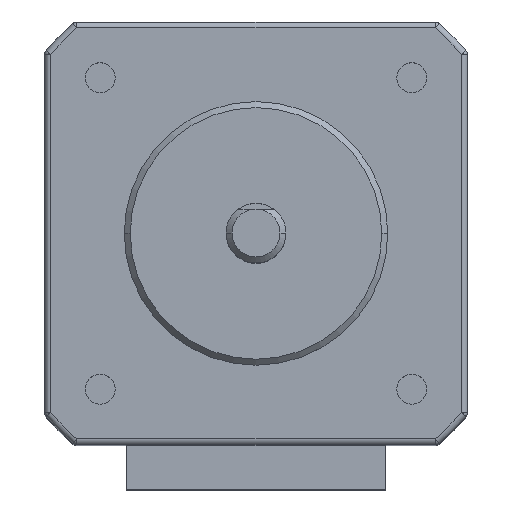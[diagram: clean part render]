
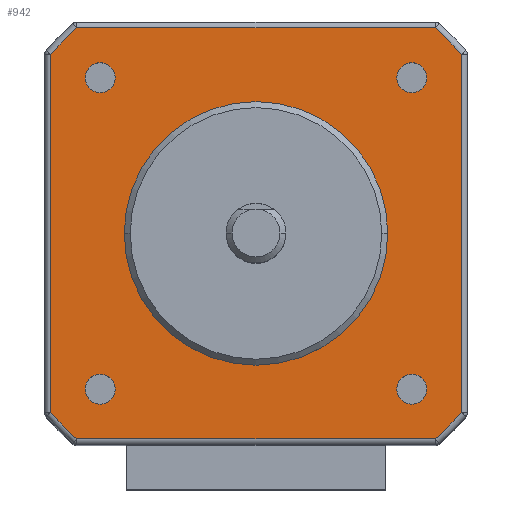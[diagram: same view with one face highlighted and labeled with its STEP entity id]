
A CAD part, top view. The second image highlights one B-rep face of the part: STEP entity #942.
In plain terms, the highlighted planar face has unit normal (0, 0, 1).
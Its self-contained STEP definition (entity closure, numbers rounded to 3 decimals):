
#58=CARTESIAN_POINT('',(0.,0.,28.));
#59=DIRECTION('',(0.,0.,1.));
#60=DIRECTION('',(-0.657,0.754,0.));
#61=AXIS2_PLACEMENT_3D('',#58,#59,#60);
#63=CARTESIAN_POINT('',(0.,0.,28.));
#64=DIRECTION('',(0.,0.,1.));
#65=DIRECTION('',(0.754,0.657,0.));
#66=AXIS2_PLACEMENT_3D('',#63,#64,#65);
#68=CARTESIAN_POINT('',(0.,0.,28.));
#69=DIRECTION('',(0.,0.,1.));
#70=DIRECTION('',(0.657,-0.754,0.));
#71=AXIS2_PLACEMENT_3D('',#68,#69,#70);
#73=CARTESIAN_POINT('',(0.,0.,28.));
#74=DIRECTION('',(0.,0.,1.));
#75=DIRECTION('',(-0.754,-0.657,0.));
#76=AXIS2_PLACEMENT_3D('',#73,#74,#75);
#78=CARTESIAN_POINT('',(-13.,13.,28.));
#79=DIRECTION('',(0.,0.,-1.));
#80=DIRECTION('',(-1.,0.,0.));
#81=AXIS2_PLACEMENT_3D('',#78,#79,#80);
#83=CARTESIAN_POINT('',(-13.,13.,28.));
#84=DIRECTION('',(0.,0.,-1.));
#85=DIRECTION('',(1.,0.,0.));
#86=AXIS2_PLACEMENT_3D('',#83,#84,#85);
#88=CARTESIAN_POINT('',(-13.,-13.,28.));
#89=DIRECTION('',(0.,0.,-1.));
#90=DIRECTION('',(-1.,0.,0.));
#91=AXIS2_PLACEMENT_3D('',#88,#89,#90);
#93=CARTESIAN_POINT('',(-13.,-13.,28.));
#94=DIRECTION('',(0.,0.,-1.));
#95=DIRECTION('',(1.,0.,0.));
#96=AXIS2_PLACEMENT_3D('',#93,#94,#95);
#98=CARTESIAN_POINT('',(13.,-13.,28.));
#99=DIRECTION('',(0.,0.,-1.));
#100=DIRECTION('',(-1.,0.,0.));
#101=AXIS2_PLACEMENT_3D('',#98,#99,#100);
#103=CARTESIAN_POINT('',(13.,-13.,28.));
#104=DIRECTION('',(0.,0.,-1.));
#105=DIRECTION('',(1.,0.,0.));
#106=AXIS2_PLACEMENT_3D('',#103,#104,#105);
#108=CARTESIAN_POINT('',(13.,13.,28.));
#109=DIRECTION('',(0.,0.,-1.));
#110=DIRECTION('',(-1.,0.,0.));
#111=AXIS2_PLACEMENT_3D('',#108,#109,#110);
#113=CARTESIAN_POINT('',(13.,13.,28.));
#114=DIRECTION('',(0.,0.,-1.));
#115=DIRECTION('',(1.,0.,0.));
#116=AXIS2_PLACEMENT_3D('',#113,#114,#115);
#118=CARTESIAN_POINT('',(0.,0.,28.));
#119=DIRECTION('',(0.,0.,-1.));
#120=DIRECTION('',(1.,0.,0.));
#121=AXIS2_PLACEMENT_3D('',#118,#119,#120);
#123=CARTESIAN_POINT('',(0.,0.,28.));
#124=DIRECTION('',(0.,0.,-1.));
#125=DIRECTION('',(-1.,0.,0.));
#126=AXIS2_PLACEMENT_3D('',#123,#124,#125);
#128=DIRECTION('',(0.,1.,0.));
#129=VECTOR('',#128,29.896);
#130=CARTESIAN_POINT('',(-17.15,-14.948,28.));
#131=LINE('',#130,#129);
#363=DIRECTION('',(1.,0.,0.));
#364=VECTOR('',#363,29.896);
#365=CARTESIAN_POINT('',(-14.948,17.15,28.));
#366=LINE('',#365,#364);
#402=DIRECTION('',(0.,-1.,0.));
#403=VECTOR('',#402,29.896);
#404=CARTESIAN_POINT('',(17.15,14.948,28.));
#405=LINE('',#404,#403);
#445=DIRECTION('',(-1.,0.,0.));
#446=VECTOR('',#445,29.896);
#447=CARTESIAN_POINT('',(14.948,-17.15,28.));
#448=LINE('',#447,#446);
#629=CARTESIAN_POINT('',(-11.75,-13.,28.));
#630=CARTESIAN_POINT('',(-14.25,-13.,28.));
#631=VERTEX_POINT('',#629);
#632=VERTEX_POINT('',#630);
#633=CARTESIAN_POINT('',(-11.75,13.,28.));
#634=CARTESIAN_POINT('',(-14.25,13.,28.));
#635=VERTEX_POINT('',#633);
#636=VERTEX_POINT('',#634);
#637=CARTESIAN_POINT('',(14.25,-13.,28.));
#638=CARTESIAN_POINT('',(11.75,-13.,28.));
#639=VERTEX_POINT('',#637);
#640=VERTEX_POINT('',#638);
#641=CARTESIAN_POINT('',(17.15,14.948,28.));
#643=VERTEX_POINT('',#641);
#646=CARTESIAN_POINT('',(17.15,-14.948,28.));
#648=VERTEX_POINT('',#646);
#653=CARTESIAN_POINT('',(14.948,17.15,28.));
#655=VERTEX_POINT('',#653);
#658=CARTESIAN_POINT('',(14.948,-17.15,28.));
#660=VERTEX_POINT('',#658);
#665=CARTESIAN_POINT('',(-14.948,17.15,28.));
#667=VERTEX_POINT('',#665);
#670=CARTESIAN_POINT('',(-14.948,-17.15,28.));
#672=VERTEX_POINT('',#670);
#677=CARTESIAN_POINT('',(-17.15,14.948,28.));
#679=VERTEX_POINT('',#677);
#682=CARTESIAN_POINT('',(-17.15,-14.948,28.));
#684=VERTEX_POINT('',#682);
#701=CARTESIAN_POINT('',(11.,0.,28.));
#702=CARTESIAN_POINT('',(-11.,0.,28.));
#703=VERTEX_POINT('',#701);
#704=VERTEX_POINT('',#702);
#705=CARTESIAN_POINT('',(11.75,13.,28.));
#706=CARTESIAN_POINT('',(14.25,13.,28.));
#707=VERTEX_POINT('',#705);
#708=VERTEX_POINT('',#706);
#893=CARTESIAN_POINT('',(0.,0.,28.));
#894=DIRECTION('',(0.,0.,1.));
#895=DIRECTION('',(1.,0.,0.));
#896=AXIS2_PLACEMENT_3D('',#893,#894,#895);
#897=PLANE('',#896);
#899=ORIENTED_EDGE('',*,*,#898,.T.);
#901=ORIENTED_EDGE('',*,*,#900,.F.);
#903=ORIENTED_EDGE('',*,*,#902,.T.);
#905=ORIENTED_EDGE('',*,*,#904,.F.);
#907=ORIENTED_EDGE('',*,*,#906,.T.);
#909=ORIENTED_EDGE('',*,*,#908,.F.);
#911=ORIENTED_EDGE('',*,*,#910,.T.);
#913=ORIENTED_EDGE('',*,*,#912,.F.);
#914=EDGE_LOOP('',(#899,#901,#903,#905,#907,#909,#911,#913));
#915=FACE_OUTER_BOUND('',#914,.F.);
#916=ORIENTED_EDGE('',*,*,#875,.F.);
#917=ORIENTED_EDGE('',*,*,#888,.F.);
#918=EDGE_LOOP('',(#916,#917));
#919=FACE_BOUND('',#918,.F.);
#920=ORIENTED_EDGE('',*,*,#814,.F.);
#921=ORIENTED_EDGE('',*,*,#800,.F.);
#922=EDGE_LOOP('',(#920,#921));
#923=FACE_BOUND('',#922,.F.);
#925=ORIENTED_EDGE('',*,*,#924,.F.);
#927=ORIENTED_EDGE('',*,*,#926,.F.);
#928=EDGE_LOOP('',(#925,#927));
#929=FACE_BOUND('',#928,.F.);
#931=ORIENTED_EDGE('',*,*,#930,.F.);
#933=ORIENTED_EDGE('',*,*,#932,.F.);
#934=EDGE_LOOP('',(#931,#933));
#935=FACE_BOUND('',#934,.F.);
#937=ORIENTED_EDGE('',*,*,#936,.F.);
#939=ORIENTED_EDGE('',*,*,#938,.F.);
#940=EDGE_LOOP('',(#937,#939));
#941=FACE_BOUND('',#940,.F.);
#942=ADVANCED_FACE('',(#915,#919,#923,#929,#935,#941),#897,.T.);
#62=CIRCLE('',#61,22.75);
#67=CIRCLE('',#66,22.75);
#72=CIRCLE('',#71,22.75);
#77=CIRCLE('',#76,22.75);
#82=CIRCLE('',#81,1.25);
#87=CIRCLE('',#86,1.25);
#92=CIRCLE('',#91,1.25);
#97=CIRCLE('',#96,1.25);
#102=CIRCLE('',#101,1.25);
#107=CIRCLE('',#106,1.25);
#112=CIRCLE('',#111,1.25);
#117=CIRCLE('',#116,1.25);
#122=CIRCLE('',#121,11.);
#127=CIRCLE('',#126,11.);
#800=EDGE_CURVE('',#631,#632,#97,.T.);
#814=EDGE_CURVE('',#632,#631,#92,.T.);
#875=EDGE_CURVE('',#636,#635,#82,.T.);
#888=EDGE_CURVE('',#635,#636,#87,.T.);
#898=EDGE_CURVE('',#684,#679,#131,.T.);
#900=EDGE_CURVE('',#667,#679,#62,.T.);
#902=EDGE_CURVE('',#667,#655,#366,.T.);
#904=EDGE_CURVE('',#643,#655,#67,.T.);
#906=EDGE_CURVE('',#643,#648,#405,.T.);
#908=EDGE_CURVE('',#660,#648,#72,.T.);
#910=EDGE_CURVE('',#660,#672,#448,.T.);
#912=EDGE_CURVE('',#684,#672,#77,.T.);
#924=EDGE_CURVE('',#640,#639,#102,.T.);
#926=EDGE_CURVE('',#639,#640,#107,.T.);
#930=EDGE_CURVE('',#707,#708,#112,.T.);
#932=EDGE_CURVE('',#708,#707,#117,.T.);
#936=EDGE_CURVE('',#703,#704,#122,.T.);
#938=EDGE_CURVE('',#704,#703,#127,.T.);
